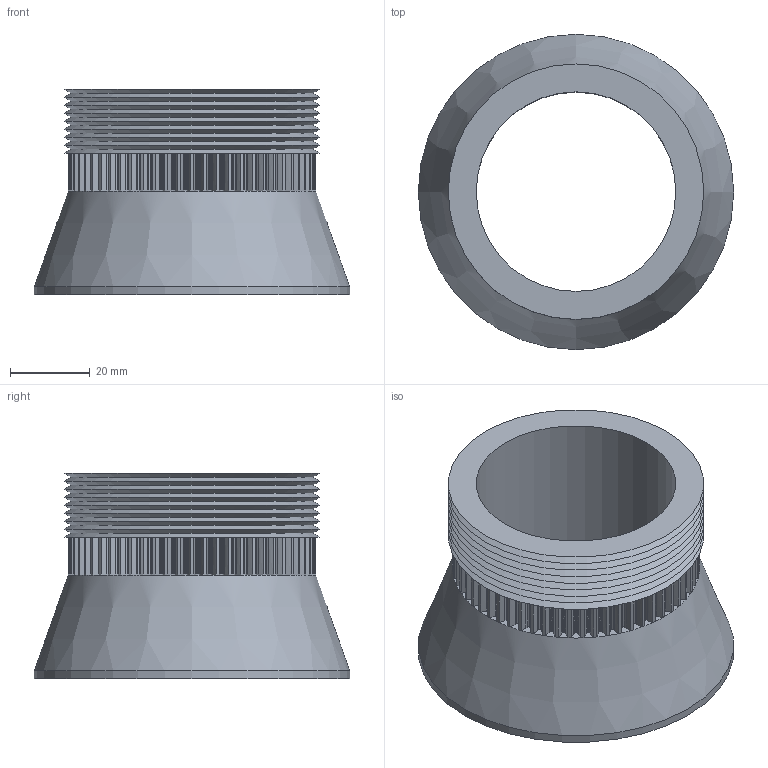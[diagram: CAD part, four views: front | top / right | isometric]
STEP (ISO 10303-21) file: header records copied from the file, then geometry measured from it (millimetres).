
FILE_DESCRIPTION(('FreeCAD Model'),'2;1');
FILE_NAME('Open CASCADE Shape Model','2023-10-28T20:20:42',(''),(''), 'Open CASCADE STEP processor 7.6','FreeCAD','Unknown');
FILE_SCHEMA(('AUTOMOTIVE_DESIGN { 1 0 10303 214 1 1 1 1 }'));
Length unit declared in the file: millimetre
Products named in the file (1): RearSpacer
Bounding box: 79 x 79 x 51.5 mm (x, y, z)
Volume: 78303.2 mm3; surface area: 28800.2 mm2
Topology: 1 solids, 1 shells, 622 faces, 1722 edges, 1103 vertices
Faces by surface type: cylinder 242, extrusion 240, plane 123, cone 17
Full cylindrical faces by diameter (mm): 50 x1, 79 x1
Entity records: 44937 total; most frequent: CARTESIAN_POINT 12683, DIRECTION 5349, ORIENTED_EDGE 3444, PCURVE 3444, DEFINITIONAL_REPRESENTATION 3444, VECTOR 2975, LINE 2735, EDGE_CURVE 1722
